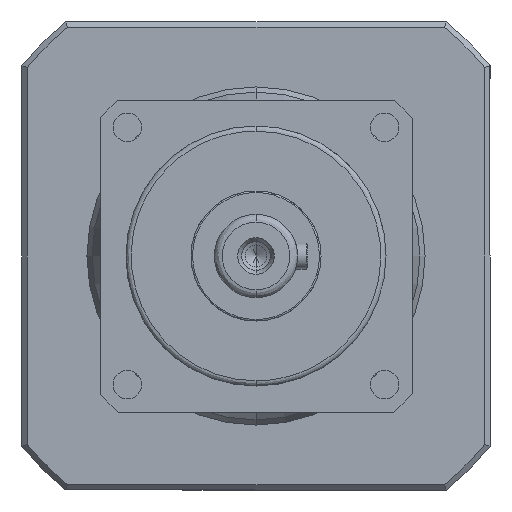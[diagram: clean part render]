
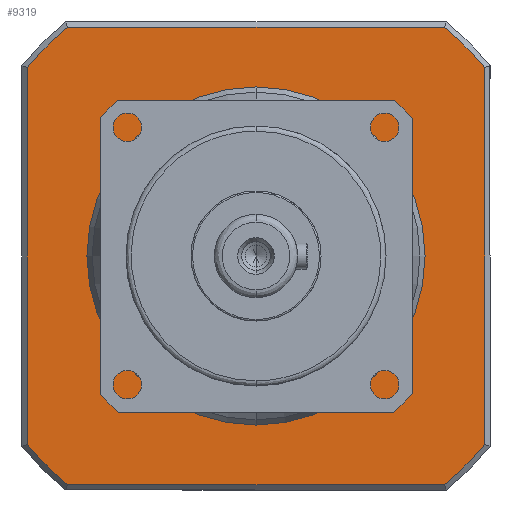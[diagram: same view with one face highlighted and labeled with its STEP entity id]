
A CAD part, left-side view. The second image highlights one B-rep face of the part: STEP entity #9319.
In plain terms, the highlighted face is planar.
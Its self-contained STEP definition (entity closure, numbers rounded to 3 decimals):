
#65 = CARTESIAN_POINT ( 'NONE',  ( 0., 0., 3.5 ) ) ;
#421 = CIRCLE ( 'NONE', #15715, 57. ) ;
#930 = EDGE_CURVE ( 'NONE', #8361, #3808, #18733, .T. ) ;
#1073 = CARTESIAN_POINT ( 'NONE',  ( -44., 36.235, 3.5 ) ) ;
#1850 = CARTESIAN_POINT ( 'NONE',  ( 0., 44., 3.5 ) ) ;
#1887 = DIRECTION ( 'NONE',  ( 1., 0., 0. ) ) ;
#1999 = VECTOR ( 'NONE', #20807, 1000. ) ;
#2195 = VERTEX_POINT ( 'NONE', #1073 ) ;
#2549 = VECTOR ( 'NONE', #7304, 1000. ) ;
#3077 = FACE_BOUND ( 'NONE', #20403, .T. ) ;
#3177 = EDGE_CURVE ( 'NONE', #2195, #8361, #11709, .T. ) ;
#3808 = VERTEX_POINT ( 'NONE', #6324 ) ;
#3817 = CARTESIAN_POINT ( 'NONE',  ( 0., 0., 3.5 ) ) ;
#3839 = CARTESIAN_POINT ( 'NONE',  ( 36.235, 44., 3.5 ) ) ;
#4163 = EDGE_CURVE ( 'NONE', #9675, #5933, #6253, .T. ) ;
#4248 = DIRECTION ( 'NONE',  ( 1., 0., 0. ) ) ;
#4273 = DIRECTION ( 'NONE',  ( 0., 0., 1. ) ) ;
#4303 = CARTESIAN_POINT ( 'NONE',  ( 0., 0., 3.5 ) ) ;
#4478 = ORIENTED_EDGE ( 'NONE', *, *, #5119, .F. ) ;
#4515 = CARTESIAN_POINT ( 'NONE',  ( 0., 0., 3.5 ) ) ;
#4751 = CIRCLE ( 'NONE', #15239, 28.5 ) ;
#4903 = CARTESIAN_POINT ( 'NONE',  ( 0., 0., 3.5 ) ) ;
#5119 = EDGE_CURVE ( 'NONE', #5293, #16479, #21070, .T. ) ;
#5172 = CARTESIAN_POINT ( 'NONE',  ( 0., -44., 3.5 ) ) ;
#5293 = VERTEX_POINT ( 'NONE', #3839 ) ;
#5573 = DIRECTION ( 'NONE',  ( 0., -1., 0. ) ) ;
#5933 = VERTEX_POINT ( 'NONE', #12839 ) ;
#6132 = ORIENTED_EDGE ( 'NONE', *, *, #17914, .F. ) ;
#6253 = LINE ( 'NONE', #20487, #19546 ) ;
#6291 = DIRECTION ( 'NONE',  ( 1., 0., 0. ) ) ;
#6324 = CARTESIAN_POINT ( 'NONE',  ( -36.235, -44., 3.5 ) ) ;
#6605 = CIRCLE ( 'NONE', #8859, 28.5 ) ;
#6629 = VERTEX_POINT ( 'NONE', #10774 ) ;
#6675 = DIRECTION ( 'NONE',  ( 1., 0., 0. ) ) ;
#7236 = EDGE_CURVE ( 'NONE', #14183, #16832, #4751, .T. ) ;
#7304 = DIRECTION ( 'NONE',  ( -1., 0., 0. ) ) ;
#7403 = CIRCLE ( 'NONE', #14515, 57. ) ;
#7561 = ORIENTED_EDGE ( 'NONE', *, *, #7236, .F. ) ;
#7749 = CIRCLE ( 'NONE', #19585, 57. ) ;
#8152 = EDGE_CURVE ( 'NONE', #16479, #2195, #7403, .T. ) ;
#8361 = VERTEX_POINT ( 'NONE', #16757 ) ;
#8556 = CARTESIAN_POINT ( 'NONE',  ( 28.5, 0., 3.5 ) ) ;
#8672 = CARTESIAN_POINT ( 'NONE',  ( 0., 0., 3.5 ) ) ;
#8719 = CARTESIAN_POINT ( 'NONE',  ( 0., 0., 3.5 ) ) ;
#8859 = AXIS2_PLACEMENT_3D ( 'NONE', #4903, #17021, #6675 ) ;
#9319 = ADVANCED_FACE ( 'NONE', ( #12320, #3077 ), #20696, .F. ) ;
#9675 = VERTEX_POINT ( 'NONE', #18710 ) ;
#9920 = ORIENTED_EDGE ( 'NONE', *, *, #17340, .F. ) ;
#10401 = ORIENTED_EDGE ( 'NONE', *, *, #930, .F. ) ;
#10406 = DIRECTION ( 'NONE',  ( 1., 0., 0. ) ) ;
#10418 = AXIS2_PLACEMENT_3D ( 'NONE', #4303, #4273, #4248 ) ;
#10445 = DIRECTION ( 'NONE',  ( 0., -1., 0. ) ) ;
#10494 = EDGE_CURVE ( 'NONE', #5933, #5293, #421, .T. ) ;
#10774 = CARTESIAN_POINT ( 'NONE',  ( 36.235, -44., 3.5 ) ) ;
#11709 = LINE ( 'NONE', #21111, #20423 ) ;
#12293 = DIRECTION ( 'NONE',  ( 0., 0., -1. ) ) ;
#12320 = FACE_OUTER_BOUND ( 'NONE', #13520, .T. ) ;
#12839 = CARTESIAN_POINT ( 'NONE',  ( 44., 36.235, 3.5 ) ) ;
#13520 = EDGE_LOOP ( 'NONE', ( #15019, #19036, #4478, #18704, #20736, #17714, #9920, #10401 ) ) ;
#14183 = VERTEX_POINT ( 'NONE', #22134 ) ;
#14359 = CARTESIAN_POINT ( 'NONE',  ( -36.235, 44., 3.5 ) ) ;
#14515 = AXIS2_PLACEMENT_3D ( 'NONE', #3817, #15906, #5573 ) ;
#15019 = ORIENTED_EDGE ( 'NONE', *, *, #3177, .F. ) ;
#15239 = AXIS2_PLACEMENT_3D ( 'NONE', #65, #12293, #1887 ) ;
#15275 = LINE ( 'NONE', #5172, #1999 ) ;
#15715 = AXIS2_PLACEMENT_3D ( 'NONE', #4515, #16623, #6291 ) ;
#15906 = DIRECTION ( 'NONE',  ( 0., 0., 1. ) ) ;
#16479 = VERTEX_POINT ( 'NONE', #14359 ) ;
#16623 = DIRECTION ( 'NONE',  ( 0., 0., 1. ) ) ;
#16757 = CARTESIAN_POINT ( 'NONE',  ( -44., -36.235, 3.5 ) ) ;
#16832 = VERTEX_POINT ( 'NONE', #8556 ) ;
#17021 = DIRECTION ( 'NONE',  ( 0., 0., -1. ) ) ;
#17340 = EDGE_CURVE ( 'NONE', #3808, #6629, #15275, .T. ) ;
#17714 = ORIENTED_EDGE ( 'NONE', *, *, #20000, .F. ) ;
#17914 = EDGE_CURVE ( 'NONE', #16832, #14183, #6605, .T. ) ;
#18704 = ORIENTED_EDGE ( 'NONE', *, *, #10494, .F. ) ;
#18710 = CARTESIAN_POINT ( 'NONE',  ( 44., -36.235, 3.5 ) ) ;
#18733 = CIRCLE ( 'NONE', #10418, 57. ) ;
#18916 = AXIS2_PLACEMENT_3D ( 'NONE', #8672, #20769, #10406 ) ;
#19036 = ORIENTED_EDGE ( 'NONE', *, *, #8152, .F. ) ;
#19546 = VECTOR ( 'NONE', #19821, 1000. ) ;
#19585 = AXIS2_PLACEMENT_3D ( 'NONE', #8719, #20826, #10445 ) ;
#19821 = DIRECTION ( 'NONE',  ( 0., 1., 0. ) ) ;
#20000 = EDGE_CURVE ( 'NONE', #6629, #9675, #7749, .T. ) ;
#20403 = EDGE_LOOP ( 'NONE', ( #6132, #7561 ) ) ;
#20423 = VECTOR ( 'NONE', #21092, 1000. ) ;
#20487 = CARTESIAN_POINT ( 'NONE',  ( 44., 0., 3.5 ) ) ;
#20696 = PLANE ( 'NONE',  #18916 ) ;
#20736 = ORIENTED_EDGE ( 'NONE', *, *, #4163, .F. ) ;
#20769 = DIRECTION ( 'NONE',  ( 0., 0., 1. ) ) ;
#20807 = DIRECTION ( 'NONE',  ( 1., 0., 0. ) ) ;
#20826 = DIRECTION ( 'NONE',  ( 0., 0., 1. ) ) ;
#21070 = LINE ( 'NONE', #1850, #2549 ) ;
#21092 = DIRECTION ( 'NONE',  ( 0., -1., 0. ) ) ;
#21111 = CARTESIAN_POINT ( 'NONE',  ( -44., 0., 3.5 ) ) ;
#22134 = CARTESIAN_POINT ( 'NONE',  ( -28.5, 0., 3.5 ) ) ;
